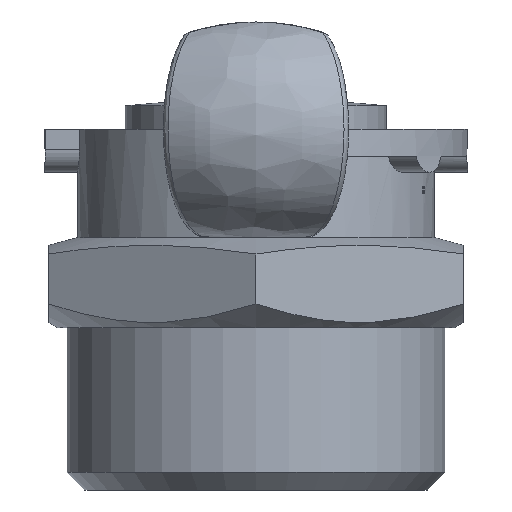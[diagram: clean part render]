
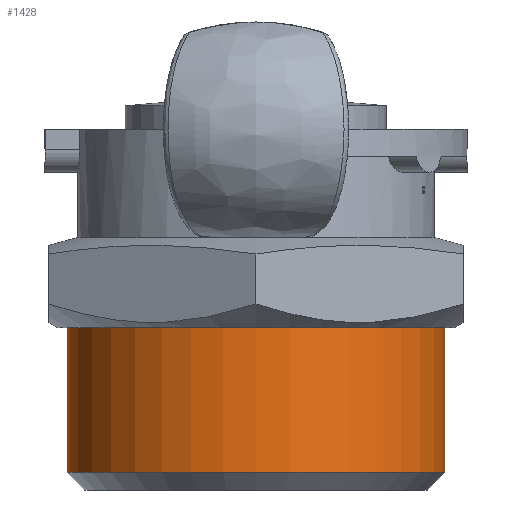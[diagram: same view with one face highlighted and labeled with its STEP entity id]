
A CAD part, front view. The second image highlights one B-rep face of the part: STEP entity #1428.
In plain terms, the highlighted cylindrical face has radius 20.955 mm (diameter 41.91 mm), a full revolution.
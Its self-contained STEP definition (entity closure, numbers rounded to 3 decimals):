
#143=FACE_OUTER_BOUND('',#221,.T.);
#221=EDGE_LOOP('',(#893,#894,#895,#896));
#308=LINE('',#2066,#378);
#378=VECTOR('',#1687,20.955);
#448=CIRCLE('',#1528,20.955);
#449=CIRCLE('',#1529,20.955);
#530=VERTEX_POINT('',#2063);
#531=VERTEX_POINT('',#2065);
#677=EDGE_CURVE('',#530,#530,#448,.T.);
#678=EDGE_CURVE('',#530,#531,#308,.T.);
#679=EDGE_CURVE('',#531,#531,#449,.T.);
#893=ORIENTED_EDGE('',*,*,#677,.T.);
#894=ORIENTED_EDGE('',*,*,#678,.T.);
#895=ORIENTED_EDGE('',*,*,#679,.F.);
#896=ORIENTED_EDGE('',*,*,#678,.F.);
#1325=CYLINDRICAL_SURFACE('',#1527,20.955);
#1428=ADVANCED_FACE('',(#143),#1325,.T.);
#1527=AXIS2_PLACEMENT_3D('',#2062,#1683,#1684);
#1528=AXIS2_PLACEMENT_3D('',#2064,#1685,#1686);
#1529=AXIS2_PLACEMENT_3D('',#2067,#1688,#1689);
#1683=DIRECTION('center_axis',(0.,0.,1.));
#1684=DIRECTION('ref_axis',(1.,0.,0.));
#1685=DIRECTION('center_axis',(0.,0.,-1.));
#1686=DIRECTION('ref_axis',(1.,0.,0.));
#1687=DIRECTION('',(0.,0.,-1.));
#1688=DIRECTION('center_axis',(0.,0.,-1.));
#1689=DIRECTION('ref_axis',(1.,0.,0.));
#2062=CARTESIAN_POINT('Origin',(0.,0.,-28.));
#2063=CARTESIAN_POINT('',(-20.955,0.,-10.));
#2064=CARTESIAN_POINT('Origin',(0.,0.,-10.));
#2065=CARTESIAN_POINT('',(-20.955,0.,-26.045));
#2066=CARTESIAN_POINT('',(-20.955,0.,-28.));
#2067=CARTESIAN_POINT('Origin',(0.,0.,-26.045));
